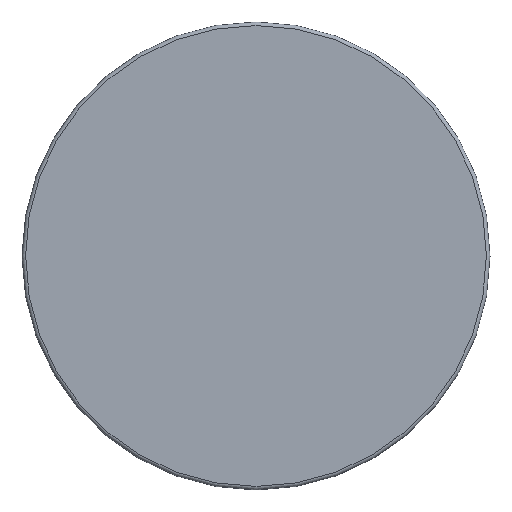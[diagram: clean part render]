
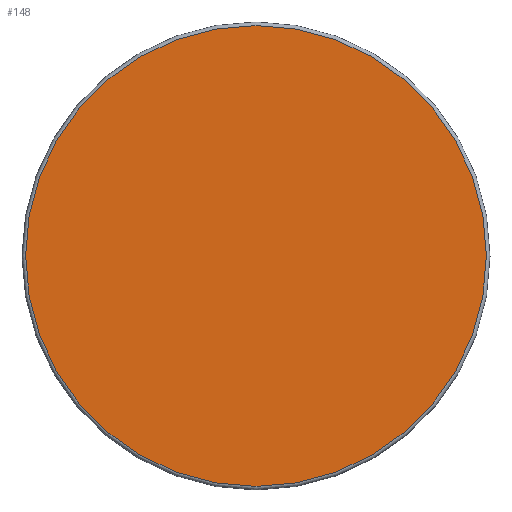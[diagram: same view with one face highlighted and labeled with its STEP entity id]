
A CAD part, top view. The second image highlights one B-rep face of the part: STEP entity #148.
In plain terms, the highlighted planar face has unit normal (0, 0, 1).
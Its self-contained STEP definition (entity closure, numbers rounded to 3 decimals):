
#20=PLANE('',#194);
#40=FACE_OUTER_BOUND('',#53,.T.);
#53=EDGE_LOOP('',(#133));
#54=CIRCLE('',#170,6.4);
#69=VERTEX_POINT('',#254);
#80=EDGE_CURVE('',#69,#69,#54,.T.);
#133=ORIENTED_EDGE('',*,*,#80,.T.);
#148=ADVANCED_FACE('',(#40),#20,.T.);
#170=AXIS2_PLACEMENT_3D('',#255,#199,#200);
#194=AXIS2_PLACEMENT_3D('',#292,#250,#251);
#199=DIRECTION('center_axis',(0.,0.,1.));
#200=DIRECTION('ref_axis',(1.,0.,0.));
#250=DIRECTION('center_axis',(0.,0.,1.));
#251=DIRECTION('ref_axis',(1.,0.,0.));
#254=CARTESIAN_POINT('',(-6.4,0.,0.));
#255=CARTESIAN_POINT('Origin',(0.,0.,0.));
#292=CARTESIAN_POINT('Origin',(3.2,0.,0.));
